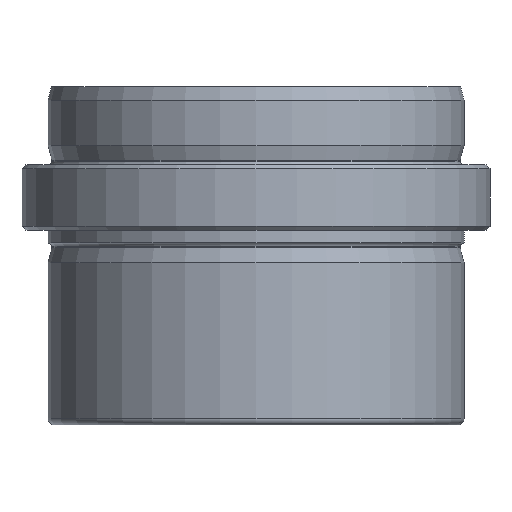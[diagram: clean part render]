
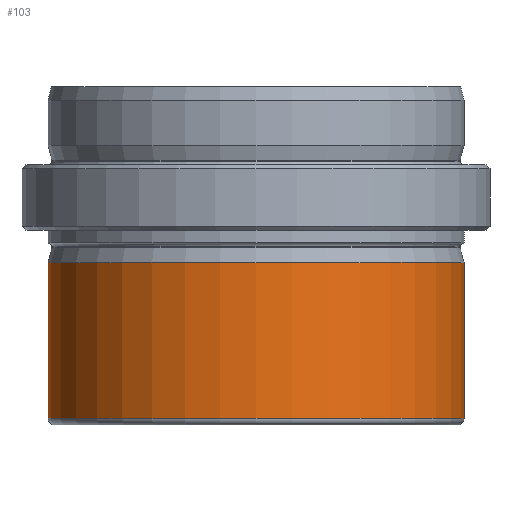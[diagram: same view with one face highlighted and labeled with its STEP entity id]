
A CAD part, front view. The second image highlights one B-rep face of the part: STEP entity #103.
In plain terms, the highlighted cylindrical face has radius 16 mm (diameter 32 mm), a partial arc.
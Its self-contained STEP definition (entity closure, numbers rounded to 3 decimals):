
#103=ADVANCED_FACE('',(#217),#218,.T.);
#217=FACE_OUTER_BOUND('',#343,.T.);
#218=CYLINDRICAL_SURFACE('',#344,16.0);
#343=EDGE_LOOP('',(#563,#564,#565,#566));
#344=AXIS2_PLACEMENT_3D('',#567,#568,#569);
#563=ORIENTED_EDGE('',*,*,#769,.T.);
#564=ORIENTED_EDGE('',*,*,#790,.T.);
#565=ORIENTED_EDGE('',*,*,#771,.T.);
#566=ORIENTED_EDGE('',*,*,#744,.T.);
#567=CARTESIAN_POINT('',(0.0,0.0,-7.5));
#568=DIRECTION('',(0.0,0.0,1.0));
#569=DIRECTION('',(1.0,0.0,0.0));
#744=EDGE_CURVE('',#879,#883,#885,.T.);
#769=EDGE_CURVE('',#883,#920,#921,.T.);
#771=EDGE_CURVE('',#923,#879,#924,.T.);
#790=EDGE_CURVE('',#920,#923,#947,.T.);
#879=VERTEX_POINT('',#1050);
#883=VERTEX_POINT('',#1054);
#885=CIRCLE('',#1056,16.0);
#920=VERTEX_POINT('',#1097);
#921=LINE('',#1098,#1099);
#923=VERTEX_POINT('',#1101);
#924=LINE('',#1102,#1103);
#947=CIRCLE('',#1130,16.0);
#1050=CARTESIAN_POINT('',(-16.0,0.,-19.5));
#1054=CARTESIAN_POINT('',(16.0,0.0,-19.5));
#1056=AXIS2_PLACEMENT_3D('',#1221,#1222,#1223);
#1097=CARTESIAN_POINT('',(16.0,0.0,-7.5));
#1098=CARTESIAN_POINT('',(16.0,0.,-7.5));
#1099=VECTOR('',#1266,1.0);
#1101=CARTESIAN_POINT('',(-16.0,0.,-7.5));
#1102=CARTESIAN_POINT('',(-16.0,0.,-7.5));
#1103=VECTOR('',#1270,1.0);
#1130=AXIS2_PLACEMENT_3D('',#1299,#1300,#1301);
#1221=CARTESIAN_POINT('',(0.0,0.0,-19.5));
#1222=DIRECTION('',(0.0,0.0,1.0));
#1223=DIRECTION('',(1.0,0.0,0.0));
#1266=DIRECTION('',(0.0,0.0,1.0));
#1270=DIRECTION('',(-0.0,-0.0,-1.0));
#1299=CARTESIAN_POINT('',(0.0,0.0,-7.5));
#1300=DIRECTION('',(0.0,0.0,-1.0));
#1301=DIRECTION('',(1.0,0.0,0.0));
